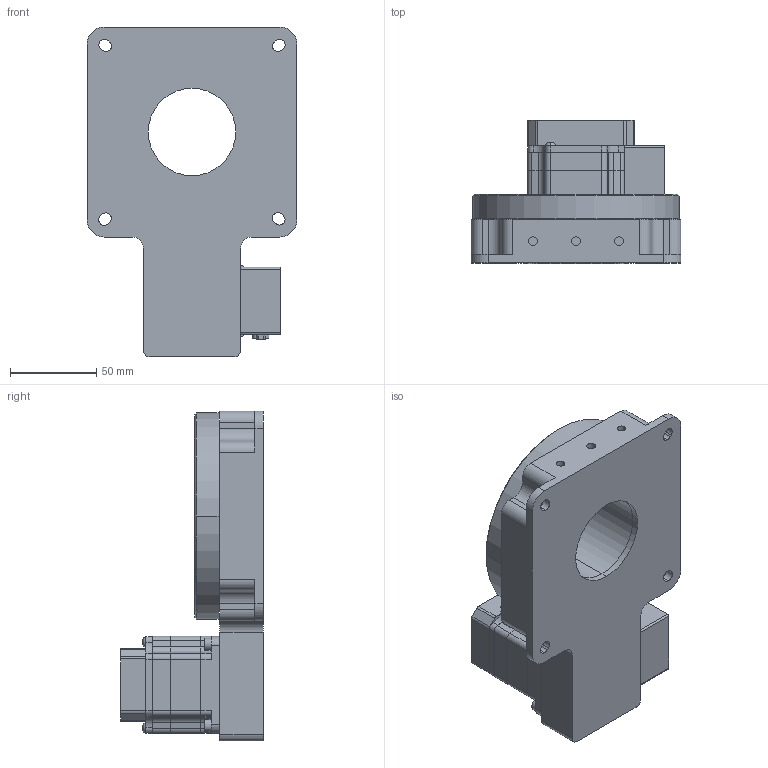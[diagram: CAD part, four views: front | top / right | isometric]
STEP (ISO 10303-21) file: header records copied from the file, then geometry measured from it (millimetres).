
FILE_DESCRIPTION (( 'STEP AP203' ), '1' );
FILE_NAME ('RSB120xU-E01T3A.step', '2023-05-30T18:48:11', ( '' ), ( '' ), 'SwSTEP 2.0', 'SolidWorks 2019', '' );
FILE_SCHEMA (( 'CONFIG_CONTROL_DESIGN' ));
Length unit declared in the file: millimetre
Products named in the file (4): RSB120_base^RSB120_RSB120; RSB120_top^RSB120; RSB120xU-E01T3A; RSB120_motor^RSB120_RSB-E01T3A (short)
Assembly tree (3 placements, depth 2):
  RSB120xU-E01T3A
    RSB120_base^RSB120_RSB120
    RSB120_top^RSB120
    RSB120_motor^RSB120_RSB-E01T3A (short)
Bounding box: 122 x 83.04 x 191.7 mm (x, y, z)
Volume: 751108.9 mm3; surface area: 166755.5 mm2
Topology: 31 solids, 31 shells, 692 faces, 1652 edges, 1084 vertices
Faces by surface type: plane 356, cylinder 302, cone 26, torus 8
Entity records: 20678 total; most frequent: CARTESIAN_POINT 3662, DIRECTION 3648, ORIENTED_EDGE 3280, EDGE_CURVE 1640, AXIS2_PLACEMENT_3D 1358, VERTEX_POINT 1084, LINE 932, VECTOR 932
